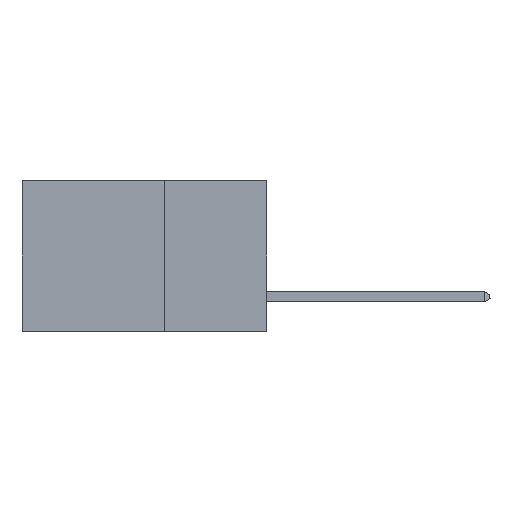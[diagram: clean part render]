
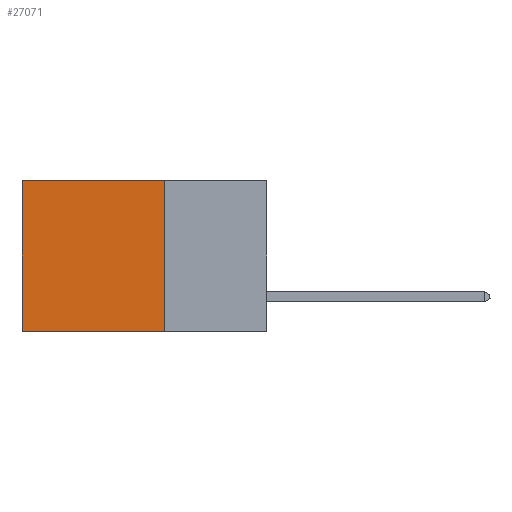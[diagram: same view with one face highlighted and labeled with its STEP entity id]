
A CAD part, left-side view. The second image highlights one B-rep face of the part: STEP entity #27071.
In plain terms, the highlighted planar face has unit normal (-1, 0, 0).
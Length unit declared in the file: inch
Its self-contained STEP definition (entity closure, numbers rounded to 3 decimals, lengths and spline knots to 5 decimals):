
#1416 = LINE ( 'NONE', #40812, #32217 ) ;
#5136 = DIRECTION ( 'NONE',  ( 1., 0., 0. ) ) ;
#5272 = EDGE_CURVE ( 'NONE', #7955, #21279, #33885, .T. ) ;
#7955 = VERTEX_POINT ( 'NONE', #34558 ) ;
#8618 = ORIENTED_EDGE ( 'NONE', *, *, #20456, .T. ) ;
#9022 = EDGE_CURVE ( 'NONE', #21279, #20323, #1416, .T. ) ;
#9433 = CARTESIAN_POINT ( 'NONE',  ( 0.2875, 0.25, 0. ) ) ;
#10043 = DIRECTION ( 'NONE',  ( 0., 0., -1. ) ) ;
#10809 = LINE ( 'NONE', #25463, #34735 ) ;
#11106 = DIRECTION ( 'NONE',  ( 0., 1., 0. ) ) ;
#14733 = EDGE_LOOP ( 'NONE', ( #16653, #18057, #46237, #8618 ) ) ;
#16109 = CARTESIAN_POINT ( 'NONE',  ( 0.2875, 0.25, 0. ) ) ;
#16653 = ORIENTED_EDGE ( 'NONE', *, *, #29453, .T. ) ;
#18057 = ORIENTED_EDGE ( 'NONE', *, *, #9022, .F. ) ;
#20323 = VERTEX_POINT ( 'NONE', #37383 ) ;
#20456 = EDGE_CURVE ( 'NONE', #7955, #39282, #34760, .T. ) ;
#21279 = VERTEX_POINT ( 'NONE', #50067 ) ;
#23066 = CARTESIAN_POINT ( 'NONE',  ( 0.2875, 0.25, 0. ) ) ;
#25463 = CARTESIAN_POINT ( 'NONE',  ( 0.2875, 0.6, 0. ) ) ;
#27071 = ADVANCED_FACE ( 'NONE', ( #34400 ), #38529, .F. ) ;
#28178 = AXIS2_PLACEMENT_3D ( 'NONE', #9433, #5136, #44338 ) ;
#29453 = EDGE_CURVE ( 'NONE', #39282, #20323, #10809, .T. ) ;
#32217 = VECTOR ( 'NONE', #44751, 39.37008 ) ;
#33885 = LINE ( 'NONE', #16109, #39942 ) ;
#34400 = FACE_OUTER_BOUND ( 'NONE', #14733, .T. ) ;
#34558 = CARTESIAN_POINT ( 'NONE',  ( 0.2875, 0.25, 0. ) ) ;
#34735 = VECTOR ( 'NONE', #10043, 39.37008 ) ;
#34760 = LINE ( 'NONE', #23066, #42688 ) ;
#37383 = CARTESIAN_POINT ( 'NONE',  ( 0.2875, 0.6, -0.37 ) ) ;
#37713 = DIRECTION ( 'NONE',  ( 0., 0., -1. ) ) ;
#38529 = PLANE ( 'NONE',  #28178 ) ;
#39282 = VERTEX_POINT ( 'NONE', #45912 ) ;
#39942 = VECTOR ( 'NONE', #37713, 39.37008 ) ;
#40812 = CARTESIAN_POINT ( 'NONE',  ( 0.2875, 0.25, -0.37 ) ) ;
#42688 = VECTOR ( 'NONE', #11106, 39.37008 ) ;
#44338 = DIRECTION ( 'NONE',  ( 0., 0., -1. ) ) ;
#44751 = DIRECTION ( 'NONE',  ( 0., 1., 0. ) ) ;
#45912 = CARTESIAN_POINT ( 'NONE',  ( 0.2875, 0.6, 0. ) ) ;
#46237 = ORIENTED_EDGE ( 'NONE', *, *, #5272, .F. ) ;
#50067 = CARTESIAN_POINT ( 'NONE',  ( 0.2875, 0.25, -0.37 ) ) ;
